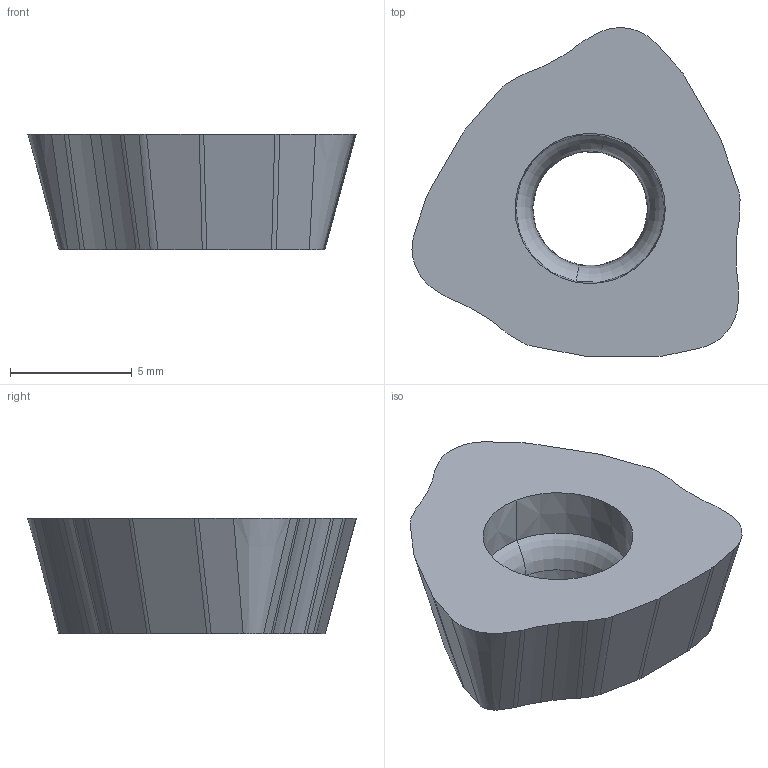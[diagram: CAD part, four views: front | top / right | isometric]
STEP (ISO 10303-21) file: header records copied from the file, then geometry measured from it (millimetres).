
FILE_DESCRIPTION(/* description */ (''),/* implementation_level */ '2;1');
FILE_NAME(/* name */ 'JDMT120420ZDSR-ST.stp',/* time_stamp */ '2021-09-07T08:29:14+09:00',/* author */ (''),/* organization */ (''),/* preprocessor_version */ 'ST-DEVELOPER v16',/* originating_system */ 'SIEMENS PLM Software NX 10.0',/* authorisation */ '');
FILE_SCHEMA (('AUTOMOTIVE_DESIGN { 1 0 10303 214 3 1 1 1 }'));
Length unit declared in the file: millimetre
Products named in the file (1): JDMT120420ZDSR-ST
Bounding box: 13.48 x 13.5 x 4.76 mm (x, y, z)
Volume: 406.4 mm3; surface area: 447.3 mm2
Topology: 1 solids, 1 shells, 53 faces, 188 edges, 182 vertices
Faces by surface type: plane 21, cylinder 18, cone 9, extrusion 3, torus 2
Entity records: 2219 total; most frequent: CARTESIAN_POINT 544, ORIENTED_EDGE 292, DIRECTION 289, EDGE_CURVE 146, VECTOR 105, LINE 102, VERTEX_POINT 96, AXIS2_PLACEMENT_3D 92
